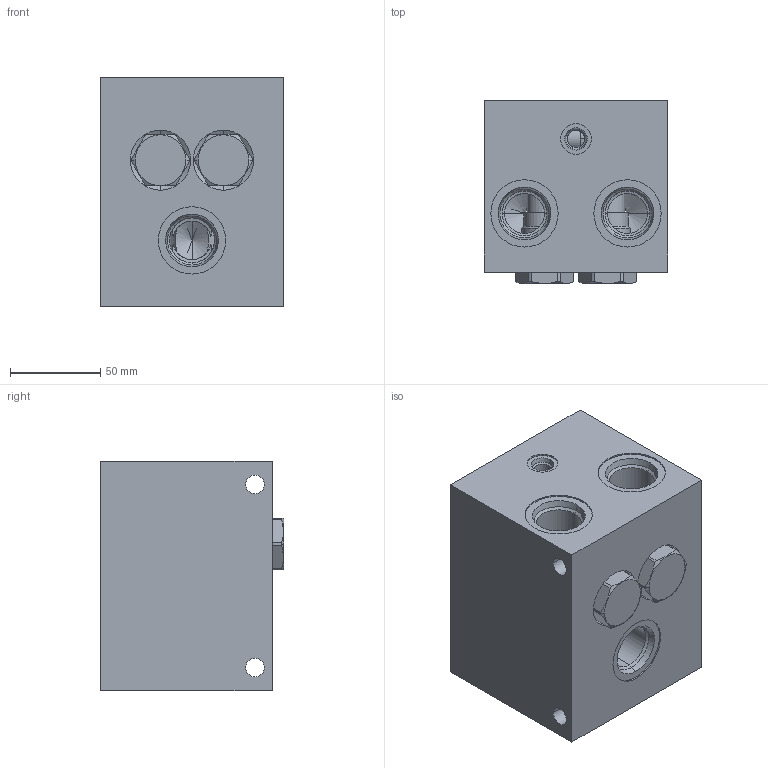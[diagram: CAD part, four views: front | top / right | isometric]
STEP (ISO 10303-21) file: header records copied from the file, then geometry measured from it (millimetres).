
FILE_DESCRIPTION((''),'2;1');
FILE_NAME('3BL_ASM','2019-10-17T',('ProEService'),(''),'PRO/ENGINEER BY PARAMETRIC TECHNOLOGY CORPORATION, 2014200','PRO/ENGINEER BY PARAMETRIC TECHNOLOGY CORPORATION, 2014200','');
FILE_SCHEMA(('CONFIG_CONTROL_DESIGN'));
Length unit declared in the file: inch
Products named in the file (4): 153-440-004; CSADXXN; CXFAXCN; 3BL_ASM
Assembly tree (4 placements, depth 2):
  3BL_ASM
    153-440-004
    CSADXXN
    CXFAXCN  x2
Bounding box: 101.6 x 101.6 x 127 mm (x, y, z)
Volume: 990424.1 mm3; surface area: 141937 mm2
Topology: 11 solids, 11 shells, 544 faces, 1614 edges, 1269 vertices
Faces by surface type: cylinder 225, cone 146, plane 83, torus 60, revolution 28, sphere 2
Entity records: 18397 total; most frequent: CARTESIAN_POINT 6068, DIRECTION 2694, ORIENTED_EDGE 2024, EDGE_CURVE 1012, AXIS2_PLACEMENT_3D 976, VECTOR 722, LINE 722, VERTEX_POINT 605
